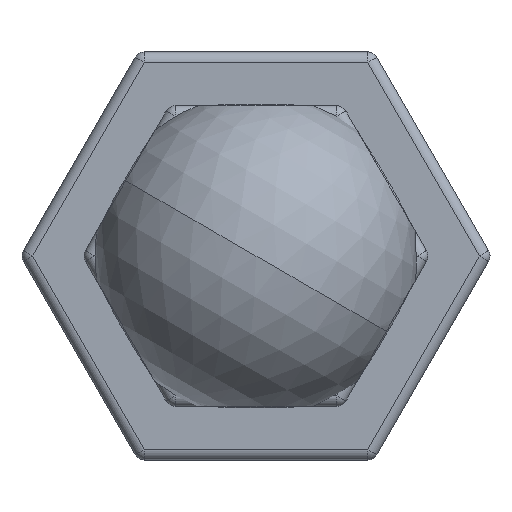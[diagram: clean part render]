
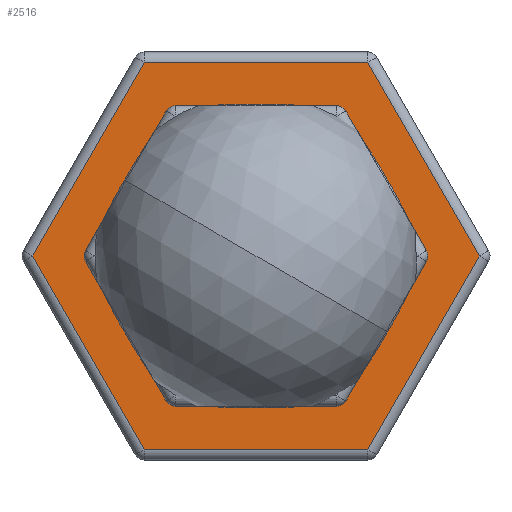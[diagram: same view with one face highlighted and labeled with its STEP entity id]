
A CAD part, front view. The second image highlights one B-rep face of the part: STEP entity #2516.
In plain terms, the highlighted planar face has unit normal (0, -1, 0).
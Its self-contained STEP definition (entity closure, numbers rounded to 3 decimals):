
#76 = CARTESIAN_POINT ( 'NONE',  ( 10.392, -5., 0. ) ) ;
#162 = CARTESIAN_POINT ( 'NONE',  ( -10.392, -5., 0. ) ) ;
#214 = CARTESIAN_POINT ( 'NONE',  ( 0., -5., 0. ) ) ;
#274 = VERTEX_POINT ( 'NONE', #1331 ) ;
#276 = DIRECTION ( 'NONE',  ( 0., 0., 1. ) ) ;
#303 = VECTOR ( 'NONE', #1731, 1000. ) ;
#321 = VECTOR ( 'NONE', #1099, 1000. ) ;
#409 = LINE ( 'NONE', #639, #1930 ) ;
#412 = VECTOR ( 'NONE', #1275, 1000. ) ;
#424 = CIRCLE ( 'NONE', #2255, 5.5 ) ;
#474 = CARTESIAN_POINT ( 'NONE',  ( 5.196, -5., -9. ) ) ;
#492 = VECTOR ( 'NONE', #2405, 1000. ) ;
#637 = LINE ( 'NONE', #2168, #412 ) ;
#639 = CARTESIAN_POINT ( 'NONE',  ( 0., -5., 9. ) ) ;
#659 = ORIENTED_EDGE ( 'NONE', *, *, #2246, .T. ) ;
#691 = EDGE_CURVE ( 'NONE', #2492, #818, #637, .T. ) ;
#812 = CARTESIAN_POINT ( 'NONE',  ( 0., -5., 0. ) ) ;
#818 = VERTEX_POINT ( 'NONE', #162 ) ;
#866 = CARTESIAN_POINT ( 'NONE',  ( 7.794, -5., -4.5 ) ) ;
#975 = ORIENTED_EDGE ( 'NONE', *, *, #1631, .T. ) ;
#986 = EDGE_CURVE ( 'NONE', #1271, #2002, #1126, .T. ) ;
#995 = CARTESIAN_POINT ( 'NONE',  ( 0., -5., -5.5 ) ) ;
#1043 = VERTEX_POINT ( 'NONE', #76 ) ;
#1066 = ORIENTED_EDGE ( 'NONE', *, *, #2122, .T. ) ;
#1069 = ORIENTED_EDGE ( 'NONE', *, *, #691, .T. ) ;
#1080 = CARTESIAN_POINT ( 'NONE',  ( -5.196, -5., 9. ) ) ;
#1082 = ORIENTED_EDGE ( 'NONE', *, *, #1449, .T. ) ;
#1099 = DIRECTION ( 'NONE',  ( -0.5, 0., 0.866 ) ) ;
#1121 = CARTESIAN_POINT ( 'NONE',  ( 0., -5., 0. ) ) ;
#1126 = CIRCLE ( 'NONE', #1894, 5.5 ) ;
#1135 = DIRECTION ( 'NONE',  ( 0., 1., 0. ) ) ;
#1155 = FACE_BOUND ( 'NONE', #1393, .T. ) ;
#1271 = VERTEX_POINT ( 'NONE', #995 ) ;
#1275 = DIRECTION ( 'NONE',  ( -0.5, 0., -0.866 ) ) ;
#1280 = ORIENTED_EDGE ( 'NONE', *, *, #2501, .T. ) ;
#1289 = ORIENTED_EDGE ( 'NONE', *, *, #986, .T. ) ;
#1307 = CARTESIAN_POINT ( 'NONE',  ( -5.196, -5., -9. ) ) ;
#1330 = EDGE_LOOP ( 'NONE', ( #1280, #1069, #2601, #1066, #659, #1082 ) ) ;
#1331 = CARTESIAN_POINT ( 'NONE',  ( 5.196, -5., 9. ) ) ;
#1346 = CARTESIAN_POINT ( 'NONE',  ( -7.794, -5., -4.5 ) ) ;
#1353 = LINE ( 'NONE', #2203, #492 ) ;
#1357 = DIRECTION ( 'NONE',  ( 0., 0., 1. ) ) ;
#1393 = EDGE_LOOP ( 'NONE', ( #1289, #975 ) ) ;
#1449 = EDGE_CURVE ( 'NONE', #1043, #274, #1505, .T. ) ;
#1505 = LINE ( 'NONE', #2817, #321 ) ;
#1506 = VERTEX_POINT ( 'NONE', #1307 ) ;
#1539 = DIRECTION ( 'NONE',  ( 0., 1., 0. ) ) ;
#1631 = EDGE_CURVE ( 'NONE', #2002, #1271, #424, .T. ) ;
#1731 = DIRECTION ( 'NONE',  ( 0.5, 0., -0.866 ) ) ;
#1737 = CARTESIAN_POINT ( 'NONE',  ( 0., -5., 5.5 ) ) ;
#1820 = DIRECTION ( 'NONE',  ( -1., 0., 0. ) ) ;
#1894 = AXIS2_PLACEMENT_3D ( 'NONE', #214, #1135, #1357 ) ;
#1930 = VECTOR ( 'NONE', #1820, 1000. ) ;
#1940 = LINE ( 'NONE', #1346, #303 ) ;
#1971 = VECTOR ( 'NONE', #2156, 1000. ) ;
#2002 = VERTEX_POINT ( 'NONE', #1737 ) ;
#2122 = EDGE_CURVE ( 'NONE', #1506, #2157, #1353, .T. ) ;
#2156 = DIRECTION ( 'NONE',  ( 0.5, 0., 0.866 ) ) ;
#2157 = VERTEX_POINT ( 'NONE', #474 ) ;
#2168 = CARTESIAN_POINT ( 'NONE',  ( -7.794, -5., 4.5 ) ) ;
#2170 = LINE ( 'NONE', #866, #1971 ) ;
#2203 = CARTESIAN_POINT ( 'NONE',  ( 0., -5., -9. ) ) ;
#2246 = EDGE_CURVE ( 'NONE', #2157, #1043, #2170, .T. ) ;
#2255 = AXIS2_PLACEMENT_3D ( 'NONE', #1121, #1539, #2419 ) ;
#2256 = DIRECTION ( 'NONE',  ( 0., 1., 0. ) ) ;
#2281 = AXIS2_PLACEMENT_3D ( 'NONE', #812, #2256, #276 ) ;
#2405 = DIRECTION ( 'NONE',  ( 1., 0., 0. ) ) ;
#2419 = DIRECTION ( 'NONE',  ( 0., 0., 1. ) ) ;
#2461 = PLANE ( 'NONE',  #2281 ) ;
#2492 = VERTEX_POINT ( 'NONE', #1080 ) ;
#2497 = EDGE_CURVE ( 'NONE', #818, #1506, #1940, .T. ) ;
#2501 = EDGE_CURVE ( 'NONE', #274, #2492, #409, .T. ) ;
#2516 = ADVANCED_FACE ( 'NONE', ( #1155, #2723 ), #2461, .F. ) ;
#2601 = ORIENTED_EDGE ( 'NONE', *, *, #2497, .T. ) ;
#2723 = FACE_OUTER_BOUND ( 'NONE', #1330, .T. ) ;
#2817 = CARTESIAN_POINT ( 'NONE',  ( 7.794, -5., 4.5 ) ) ;
